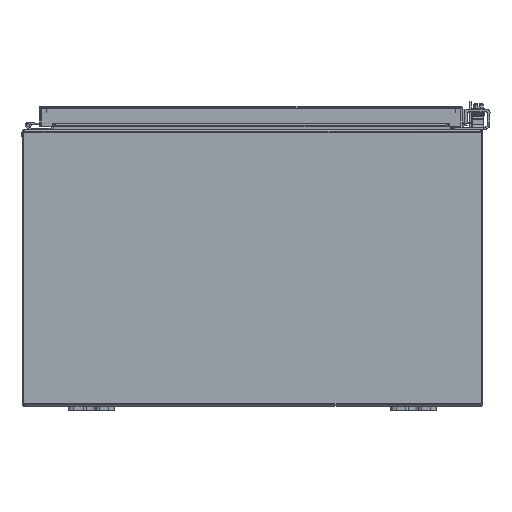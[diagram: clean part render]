
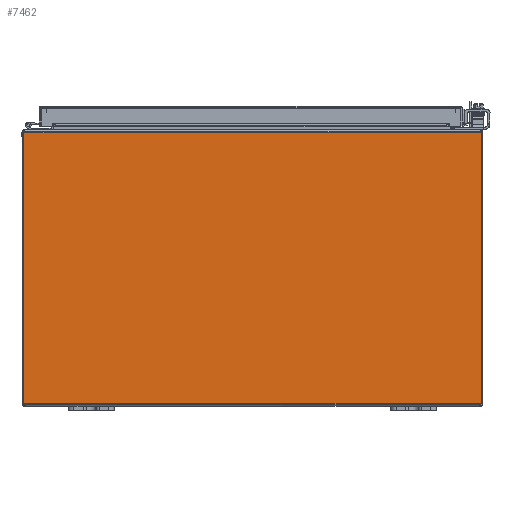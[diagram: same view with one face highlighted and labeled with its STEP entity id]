
A CAD part, front view. The second image highlights one B-rep face of the part: STEP entity #7462.
In plain terms, the highlighted planar face has unit normal (0, -1, 0).
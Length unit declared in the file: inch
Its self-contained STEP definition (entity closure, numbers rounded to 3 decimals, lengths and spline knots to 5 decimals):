
#6007=CARTESIAN_POINT('',(9.91495,-12.,11.89475));
#6008=VERTEX_POINT('',#6007);
#6037=CARTESIAN_POINT('',(-9.91495,-12.,11.89475));
#6038=VERTEX_POINT('',#6037);
#6052=CARTESIAN_POINT('',(9.91495,-12.,11.89475));
#6053=DIRECTION('',(-1.0,0.0,0.0));
#6054=VECTOR('',#6053,19.8299);
#6055=LINE('',#6052,#6054);
#6056=EDGE_CURVE('',#6008,#6038,#6055,.T.);
#6381=CARTESIAN_POINT('',(-9.963,-12.,11.89475));
#6382=VERTEX_POINT('',#6381);
#6389=CARTESIAN_POINT('',(-9.91495,-12.,11.89475));
#6390=DIRECTION('',(-1.0,0.0,0.0));
#6391=VECTOR('',#6390,0.04805);
#6392=LINE('',#6389,#6391);
#6393=EDGE_CURVE('',#6038,#6382,#6392,.T.);
#6559=CARTESIAN_POINT('',(9.963,-12.,11.89475));
#6560=VERTEX_POINT('',#6559);
#6561=CARTESIAN_POINT('',(9.963,-12.,11.89475));
#6562=DIRECTION('',(-1.0,0.0,0.0));
#6563=VECTOR('',#6562,0.04805);
#6564=LINE('',#6561,#6563);
#6565=EDGE_CURVE('',#6560,#6008,#6564,.T.);
#6590=CARTESIAN_POINT('',(9.963,-12.0,0.12745));
#6591=VERTEX_POINT('',#6590);
#6592=CARTESIAN_POINT('',(9.963,-12.,11.89475));
#6593=DIRECTION('',(0.0,0.0,-1.0));
#6594=VECTOR('',#6593,11.7673);
#6595=LINE('',#6592,#6594);
#6596=EDGE_CURVE('',#6560,#6591,#6595,.T.);
#7394=CARTESIAN_POINT('',(-9.88277,-12.,0.10525));
#7395=VERTEX_POINT('',#7394);
#7402=CARTESIAN_POINT('',(-9.963,-12.,0.12745));
#7403=VERTEX_POINT('',#7402);
#7404=CARTESIAN_POINT('',(-9.93789,-12.,0.06211));
#7405=DIRECTION('',(0.0,1.0,0.0));
#7406=DIRECTION('',(1.0,0.0,0.0));
#7407=AXIS2_PLACEMENT_3D('',#7404,#7405,#7406);
#7408=CIRCLE('',#7407,0.07);
#7409=EDGE_CURVE('',#7403,#7395,#7408,.T.);
#7429=CARTESIAN_POINT('',(0.,-12.,6.00948));
#7430=DIRECTION('',(0.0,1.0,0.0));
#7431=DIRECTION('',(1.0,0.0,0.0));
#7432=AXIS2_PLACEMENT_3D('',#7429,#7430,#7431);
#7433=PLANE('',#7432);
#7434=ORIENTED_EDGE('',*,*,#6565,.T.);
#7435=ORIENTED_EDGE('',*,*,#6056,.T.);
#7436=ORIENTED_EDGE('',*,*,#6393,.T.);
#7437=CARTESIAN_POINT('',(-9.963,-12.,0.12745));
#7438=DIRECTION('',(0.0,0.0,1.0));
#7439=VECTOR('',#7438,11.7673);
#7440=LINE('',#7437,#7439);
#7441=EDGE_CURVE('',#7403,#6382,#7440,.T.);
#7442=ORIENTED_EDGE('',*,*,#7441,.F.);
#7443=ORIENTED_EDGE('',*,*,#7409,.T.);
#7444=CARTESIAN_POINT('',(9.88277,-12.0,0.10525));
#7445=VERTEX_POINT('',#7444);
#7446=CARTESIAN_POINT('',(-9.88277,-12.,0.10525));
#7447=DIRECTION('',(1.0,0.0,0.0));
#7448=VECTOR('',#7447,19.76553);
#7449=LINE('',#7446,#7448);
#7450=EDGE_CURVE('',#7395,#7445,#7449,.T.);
#7451=ORIENTED_EDGE('',*,*,#7450,.T.);
#7452=CARTESIAN_POINT('',(9.93789,-12.0,0.06211));
#7453=DIRECTION('',(0.0,1.0,0.0));
#7454=DIRECTION('',(1.0,0.0,0.0));
#7455=AXIS2_PLACEMENT_3D('',#7452,#7453,#7454);
#7456=CIRCLE('',#7455,0.07);
#7457=EDGE_CURVE('',#7445,#6591,#7456,.T.);
#7458=ORIENTED_EDGE('',*,*,#7457,.T.);
#7459=ORIENTED_EDGE('',*,*,#6596,.F.);
#7460=EDGE_LOOP('',(#7434,#7435,#7436,#7442,#7443,#7451,#7458,#7459));
#7461=FACE_OUTER_BOUND('',#7460,.T.);
#7462=ADVANCED_FACE('',(#7461),#7433,.F.);
